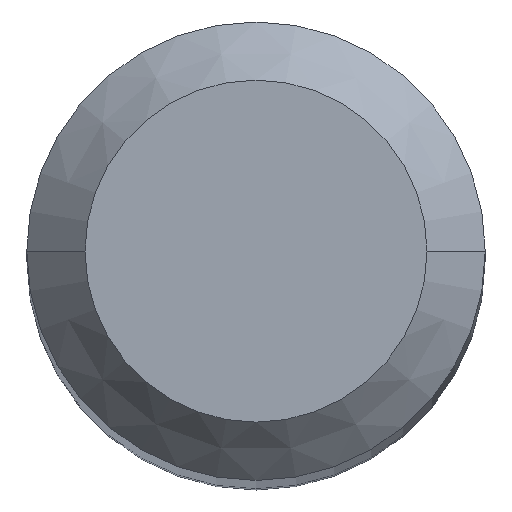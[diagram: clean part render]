
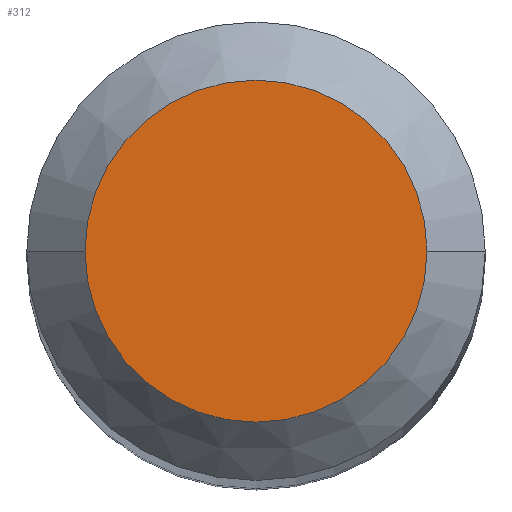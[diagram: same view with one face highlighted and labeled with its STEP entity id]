
A CAD part, top view. The second image highlights one B-rep face of the part: STEP entity #312.
In plain terms, the highlighted planar face has unit normal (0, 0, 1).
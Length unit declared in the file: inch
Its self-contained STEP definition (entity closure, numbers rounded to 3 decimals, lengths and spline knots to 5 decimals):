
#15 = EDGE_CURVE ( 'NONE', #172, #319, #43, .T. ) ;
#33 = CARTESIAN_POINT ( 'NONE',  ( -0.04406, 0., 1.49606 ) ) ;
#43 = CIRCLE ( 'NONE', #88, 0.04406 ) ;
#53 = EDGE_CURVE ( 'NONE', #319, #172, #299, .T. ) ;
#59 = ORIENTED_EDGE ( 'NONE', *, *, #53, .T. ) ;
#64 = ORIENTED_EDGE ( 'NONE', *, *, #15, .T. ) ;
#65 = CARTESIAN_POINT ( 'NONE',  ( 0.04406, 0., 1.49606 ) ) ;
#67 = PLANE ( 'NONE',  #191 ) ;
#79 = DIRECTION ( 'NONE',  ( 1., 0., 0. ) ) ;
#88 = AXIS2_PLACEMENT_3D ( 'NONE', #255, #198, #233 ) ;
#96 = EDGE_LOOP ( 'NONE', ( #59, #64 ) ) ;
#122 = CARTESIAN_POINT ( 'NONE',  ( 0., 0., 1.49606 ) ) ;
#129 = AXIS2_PLACEMENT_3D ( 'NONE', #280, #253, #79 ) ;
#172 = VERTEX_POINT ( 'NONE', #65 ) ;
#191 = AXIS2_PLACEMENT_3D ( 'NONE', #122, #262, #215 ) ;
#198 = DIRECTION ( 'NONE',  ( 0., 0., 1. ) ) ;
#215 = DIRECTION ( 'NONE',  ( 1., 0., 0. ) ) ;
#233 = DIRECTION ( 'NONE',  ( 1., 0., 0. ) ) ;
#253 = DIRECTION ( 'NONE',  ( 0., 0., 1. ) ) ;
#255 = CARTESIAN_POINT ( 'NONE',  ( 0., 0., 1.49606 ) ) ;
#262 = DIRECTION ( 'NONE',  ( 0., 0., 1. ) ) ;
#280 = CARTESIAN_POINT ( 'NONE',  ( 0., 0., 1.49606 ) ) ;
#292 = FACE_OUTER_BOUND ( 'NONE', #96, .T. ) ;
#299 = CIRCLE ( 'NONE', #129, 0.04406 ) ;
#312 = ADVANCED_FACE ( 'NONE', ( #292 ), #67, .T. ) ;
#319 = VERTEX_POINT ( 'NONE', #33 ) ;
